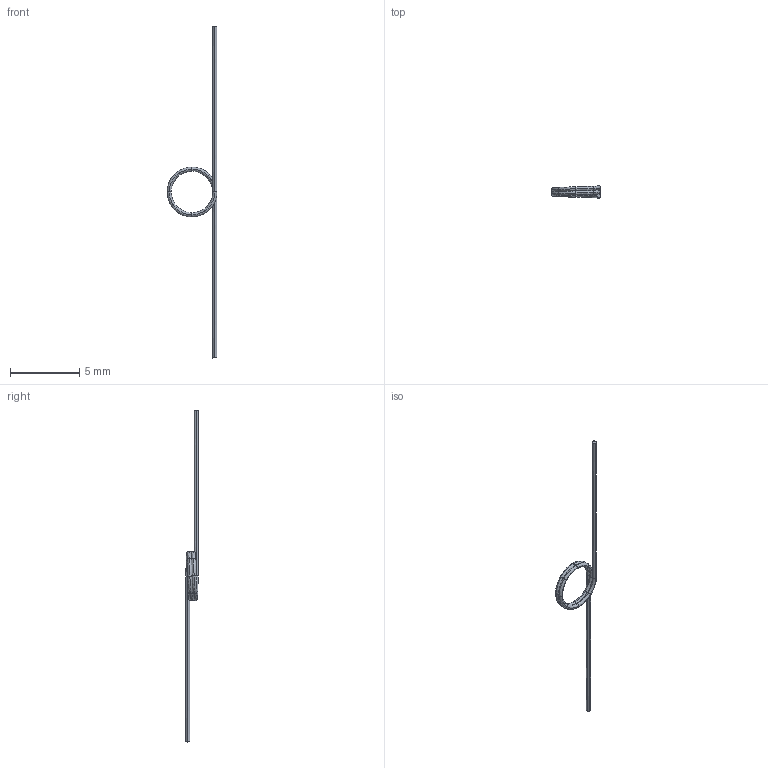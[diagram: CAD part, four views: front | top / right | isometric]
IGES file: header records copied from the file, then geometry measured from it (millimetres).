
Start section: DESIGNBASE IGES
Global section: file name: 33-0322.igs; native system: RICOH DESIGNBASE V15; preprocessor: IGES PREPROCESSOR V15; author: unknown; organization: unknown; date: 20140110.143211; units: millimetre
Bounding box: 3.6 x 0.9 x 24 mm (x, y, z)
Surface area: 42.3 mm2 (no closed solid volume)
Topology: 0 solids, 0 shells, 74 faces, 460 edges, 627 vertices
Faces by surface type: bspline 72, plane 2
